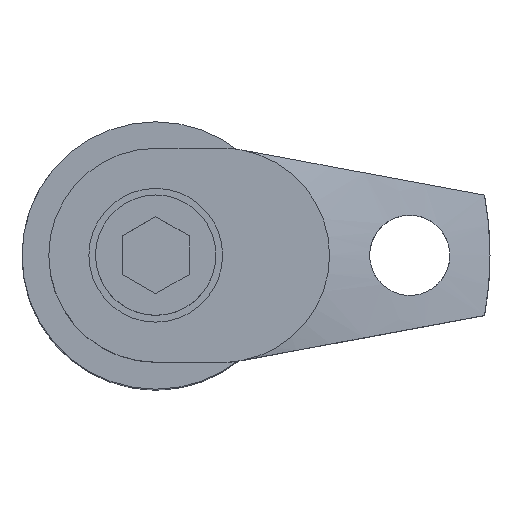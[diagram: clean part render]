
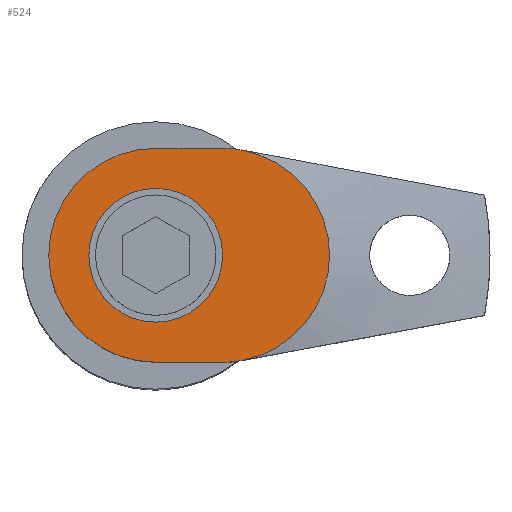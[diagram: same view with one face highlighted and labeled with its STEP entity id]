
A CAD part, top view. The second image highlights one B-rep face of the part: STEP entity #524.
In plain terms, the highlighted planar face has unit normal (0, 0, 1).
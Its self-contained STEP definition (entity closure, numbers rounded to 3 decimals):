
#18 = DIRECTION ( 'NONE',  ( 0., 0., 1. ) ) ;
#20 = ORIENTED_EDGE ( 'NONE', *, *, #1208, .T. ) ;
#28 = ORIENTED_EDGE ( 'NONE', *, *, #925, .T. ) ;
#50 = AXIS2_PLACEMENT_3D ( 'NONE', #78, #312, #1239 ) ;
#78 = CARTESIAN_POINT ( 'NONE',  ( 0., 0., 57. ) ) ;
#88 = CIRCLE ( 'NONE', #1023, 10. ) ;
#139 = DIRECTION ( 'NONE',  ( 0., 0., 1. ) ) ;
#187 = VERTEX_POINT ( 'NONE', #1314 ) ;
#203 = VECTOR ( 'NONE', #1336, 1000. ) ;
#206 = CIRCLE ( 'NONE', #411, 16. ) ;
#217 = DIRECTION ( 'NONE',  ( 0., 0., -1. ) ) ;
#230 = CARTESIAN_POINT ( 'NONE',  ( 0., 0., 57. ) ) ;
#279 = VECTOR ( 'NONE', #1778, 1000. ) ;
#303 = EDGE_CURVE ( 'NONE', #968, #187, #2101, .T. ) ;
#312 = DIRECTION ( 'NONE',  ( 0., 0., 1. ) ) ;
#369 = ORIENTED_EDGE ( 'NONE', *, *, #1548, .T. ) ;
#398 = DIRECTION ( 'NONE',  ( 1., 0., 0. ) ) ;
#404 = DIRECTION ( 'NONE',  ( 0., 0., 1. ) ) ;
#411 = AXIS2_PLACEMENT_3D ( 'NONE', #1483, #861, #2236 ) ;
#485 = VERTEX_POINT ( 'NONE', #1243 ) ;
#500 = ORIENTED_EDGE ( 'NONE', *, *, #2189, .T. ) ;
#507 = CARTESIAN_POINT ( 'NONE',  ( 0., 16., 57. ) ) ;
#516 = DIRECTION ( 'NONE',  ( 1., 0., 0. ) ) ;
#524 = ADVANCED_FACE ( 'NONE', ( #2226, #2265 ), #1859, .T. ) ;
#530 = CIRCLE ( 'NONE', #2287, 16. ) ;
#559 = LINE ( 'NONE', #804, #279 ) ;
#591 = CARTESIAN_POINT ( 'NONE',  ( 0., 0., 57. ) ) ;
#604 = CIRCLE ( 'NONE', #50, 16. ) ;
#607 = VERTEX_POINT ( 'NONE', #507 ) ;
#628 = ORIENTED_EDGE ( 'NONE', *, *, #1799, .T. ) ;
#665 = CARTESIAN_POINT ( 'NONE',  ( 0., -16., 57. ) ) ;
#754 = CARTESIAN_POINT ( 'NONE',  ( 10., 0., 57. ) ) ;
#782 = CARTESIAN_POINT ( 'NONE',  ( 12.92, -15.731, 57. ) ) ;
#804 = CARTESIAN_POINT ( 'NONE',  ( 10., 16., 57. ) ) ;
#861 = DIRECTION ( 'NONE',  ( 0., 0., 1. ) ) ;
#894 = EDGE_CURVE ( 'NONE', #485, #2358, #530, .T. ) ;
#910 = EDGE_LOOP ( 'NONE', ( #28, #1724, #500, #628, #369, #20, #1756 ) ) ;
#916 = CARTESIAN_POINT ( 'NONE',  ( 0., 0., 57. ) ) ;
#925 = EDGE_CURVE ( 'NONE', #187, #2358, #1426, .T. ) ;
#968 = VERTEX_POINT ( 'NONE', #665 ) ;
#982 = CARTESIAN_POINT ( 'NONE',  ( 0., -16., 57. ) ) ;
#1007 = CARTESIAN_POINT ( 'NONE',  ( -10., 0., 57. ) ) ;
#1013 = EDGE_CURVE ( 'NONE', #1784, #1857, #88, .T. ) ;
#1023 = AXIS2_PLACEMENT_3D ( 'NONE', #591, #404, #2193 ) ;
#1031 = DIRECTION ( 'NONE',  ( -1., 0., 0. ) ) ;
#1060 = CIRCLE ( 'NONE', #2040, 16. ) ;
#1067 = CARTESIAN_POINT ( 'NONE',  ( 10., 16., 57. ) ) ;
#1187 = AXIS2_PLACEMENT_3D ( 'NONE', #1428, #1958, #1837 ) ;
#1208 = EDGE_CURVE ( 'NONE', #1423, #968, #1060, .T. ) ;
#1235 = EDGE_LOOP ( 'NONE', ( #1771, #1485 ) ) ;
#1239 = DIRECTION ( 'NONE',  ( 1., 0., 0. ) ) ;
#1243 = CARTESIAN_POINT ( 'NONE',  ( 12.92, 15.731, 57. ) ) ;
#1314 = CARTESIAN_POINT ( 'NONE',  ( 10., -16., 57. ) ) ;
#1336 = DIRECTION ( 'NONE',  ( 1., 0., 0. ) ) ;
#1346 = CIRCLE ( 'NONE', #2484, 10. ) ;
#1423 = VERTEX_POINT ( 'NONE', #2359 ) ;
#1426 = CIRCLE ( 'NONE', #1187, 16. ) ;
#1428 = CARTESIAN_POINT ( 'NONE',  ( 10., 0., 57. ) ) ;
#1445 = DIRECTION ( 'NONE',  ( 0., 0., 1. ) ) ;
#1483 = CARTESIAN_POINT ( 'NONE',  ( 10., 0., 57. ) ) ;
#1485 = ORIENTED_EDGE ( 'NONE', *, *, #1961, .F. ) ;
#1548 = EDGE_CURVE ( 'NONE', #607, #1423, #604, .T. ) ;
#1724 = ORIENTED_EDGE ( 'NONE', *, *, #894, .F. ) ;
#1754 = AXIS2_PLACEMENT_3D ( 'NONE', #2020, #1445, #516 ) ;
#1756 = ORIENTED_EDGE ( 'NONE', *, *, #303, .T. ) ;
#1771 = ORIENTED_EDGE ( 'NONE', *, *, #1013, .F. ) ;
#1778 = DIRECTION ( 'NONE',  ( -1., 0., 0. ) ) ;
#1784 = VERTEX_POINT ( 'NONE', #754 ) ;
#1799 = EDGE_CURVE ( 'NONE', #2320, #607, #559, .T. ) ;
#1837 = DIRECTION ( 'NONE',  ( 1., 0., 0. ) ) ;
#1857 = VERTEX_POINT ( 'NONE', #1007 ) ;
#1859 = PLANE ( 'NONE',  #1754 ) ;
#1958 = DIRECTION ( 'NONE',  ( 0., 0., 1. ) ) ;
#1961 = EDGE_CURVE ( 'NONE', #1857, #1784, #1346, .T. ) ;
#2020 = CARTESIAN_POINT ( 'NONE',  ( 0., 0., 57. ) ) ;
#2040 = AXIS2_PLACEMENT_3D ( 'NONE', #916, #139, #2093 ) ;
#2093 = DIRECTION ( 'NONE',  ( 1., 0., 0. ) ) ;
#2101 = LINE ( 'NONE', #982, #203 ) ;
#2189 = EDGE_CURVE ( 'NONE', #485, #2320, #206, .T. ) ;
#2193 = DIRECTION ( 'NONE',  ( 1., 0., 0. ) ) ;
#2226 = FACE_BOUND ( 'NONE', #1235, .T. ) ;
#2236 = DIRECTION ( 'NONE',  ( 1., 0., 0. ) ) ;
#2265 = FACE_OUTER_BOUND ( 'NONE', #910, .T. ) ;
#2287 = AXIS2_PLACEMENT_3D ( 'NONE', #2395, #217, #1031 ) ;
#2320 = VERTEX_POINT ( 'NONE', #1067 ) ;
#2358 = VERTEX_POINT ( 'NONE', #782 ) ;
#2359 = CARTESIAN_POINT ( 'NONE',  ( -16., 0., 57. ) ) ;
#2395 = CARTESIAN_POINT ( 'NONE',  ( 10., 0., 57. ) ) ;
#2484 = AXIS2_PLACEMENT_3D ( 'NONE', #230, #18, #398 ) ;
